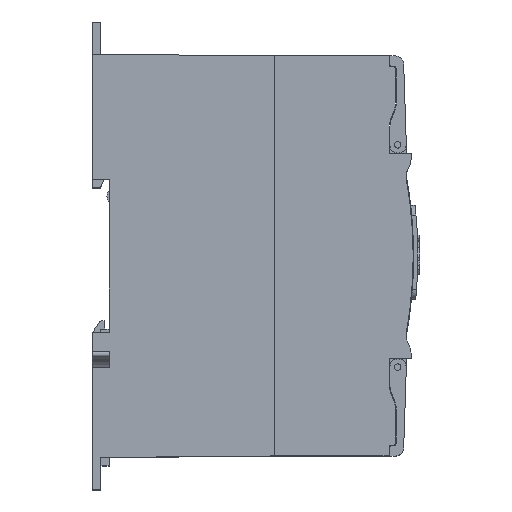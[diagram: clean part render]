
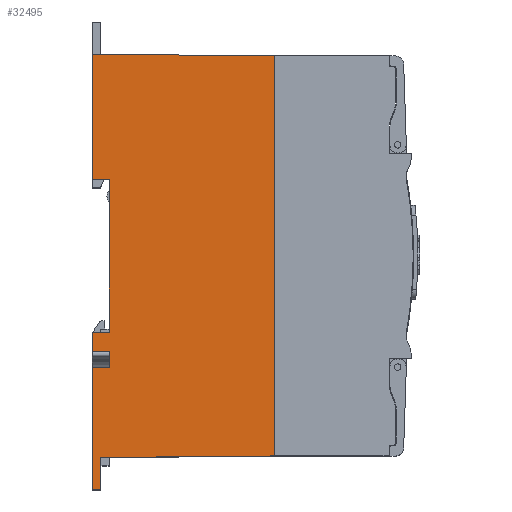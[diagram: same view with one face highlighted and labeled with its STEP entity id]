
A CAD part, top view. The second image highlights one B-rep face of the part: STEP entity #32495.
In plain terms, the highlighted face is planar.
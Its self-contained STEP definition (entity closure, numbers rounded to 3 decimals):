
#175 = VERTEX_POINT ( 'NONE', #30913 ) ;
#247 = CARTESIAN_POINT ( 'NONE',  ( 0., 65.34, -42.8 ) ) ;
#744 = ORIENTED_EDGE ( 'NONE', *, *, #3160, .T. ) ;
#849 = CARTESIAN_POINT ( 'NONE',  ( 0., -7.63, -40.9 ) ) ;
#1099 = VERTEX_POINT ( 'NONE', #10614 ) ;
#1102 = DIRECTION ( 'NONE',  ( 0., 1., 0. ) ) ;
#1280 = CARTESIAN_POINT ( 'NONE',  ( 0., 65.34, -42.8 ) ) ;
#1281 = ORIENTED_EDGE ( 'NONE', *, *, #3787, .F. ) ;
#1758 = VERTEX_POINT ( 'NONE', #21455 ) ;
#2110 = LINE ( 'NONE', #16311, #26339 ) ;
#2713 = LINE ( 'NONE', #30170, #34067 ) ;
#2866 = LINE ( 'NONE', #4476, #26133 ) ;
#3160 = EDGE_CURVE ( 'NONE', #37061, #23020, #2713, .T. ) ;
#3303 = CARTESIAN_POINT ( 'NONE',  ( 0., 0., -42.8 ) ) ;
#3787 = EDGE_CURVE ( 'NONE', #30970, #1758, #22556, .T. ) ;
#4257 = ORIENTED_EDGE ( 'NONE', *, *, #9149, .F. ) ;
#4452 = VECTOR ( 'NONE', #7862, 1000. ) ;
#4476 = CARTESIAN_POINT ( 'NONE',  ( 0., 0., -38.8 ) ) ;
#5341 = CARTESIAN_POINT ( 'NONE',  ( 0., 29.44, -42.8 ) ) ;
#5393 = LINE ( 'NONE', #29089, #4452 ) ;
#5431 = EDGE_CURVE ( 'NONE', #30970, #14942, #16238, .T. ) ;
#5858 = CARTESIAN_POINT ( 'NONE',  ( 0., 21.07, -42.8 ) ) ;
#6017 = LINE ( 'NONE', #1280, #13144 ) ;
#6354 = DIRECTION ( 'NONE',  ( 0., -1., 0. ) ) ;
#6558 = CARTESIAN_POINT ( 'NONE',  ( 0., 0., -38.8 ) ) ;
#7228 = CARTESIAN_POINT ( 'NONE',  ( 0., 29.44, -38.8 ) ) ;
#7233 = ORIENTED_EDGE ( 'NONE', *, *, #36189, .T. ) ;
#7261 = DIRECTION ( 'NONE',  ( 0., 0., 1. ) ) ;
#7454 = VERTEX_POINT ( 'NONE', #13092 ) ;
#7723 = CARTESIAN_POINT ( 'NONE',  ( 0., 94.75, -40.9 ) ) ;
#7862 = DIRECTION ( 'NONE',  ( 0., 0., -1. ) ) ;
#9149 = EDGE_CURVE ( 'NONE', #13630, #12611, #22113, .T. ) ;
#9295 = VERTEX_POINT ( 'NONE', #28826 ) ;
#9621 = LINE ( 'NONE', #11840, #25751 ) ;
#10140 = VERTEX_POINT ( 'NONE', #33159 ) ;
#10614 = CARTESIAN_POINT ( 'NONE',  ( 0., 24.97, -38.8 ) ) ;
#10792 = DIRECTION ( 'NONE',  ( 0., -0.009, 1. ) ) ;
#10855 = VECTOR ( 'NONE', #38559, 1000. ) ;
#11840 = CARTESIAN_POINT ( 'NONE',  ( 0., 0., 0. ) ) ;
#12216 = DIRECTION ( 'NONE',  ( -1., 0., 0. ) ) ;
#12611 = VERTEX_POINT ( 'NONE', #25568 ) ;
#12774 = VERTEX_POINT ( 'NONE', #5858 ) ;
#12918 = VECTOR ( 'NONE', #6354, 1000. ) ;
#13092 = CARTESIAN_POINT ( 'NONE',  ( 0., 21.07, -38.8 ) ) ;
#13144 = VECTOR ( 'NONE', #25586, 1000. ) ;
#13551 = ORIENTED_EDGE ( 'NONE', *, *, #38121, .F. ) ;
#13630 = VERTEX_POINT ( 'NONE', #7228 ) ;
#14501 = VECTOR ( 'NONE', #10792, 1000. ) ;
#14942 = VERTEX_POINT ( 'NONE', #247 ) ;
#14997 = VECTOR ( 'NONE', #18919, 1000. ) ;
#15047 = EDGE_LOOP ( 'NONE', ( #30030, #13551, #39009, #15998, #744, #21948, #27881, #25635, #1281, #37623, #32616, #4257, #22257, #7233 ) ) ;
#15274 = VECTOR ( 'NONE', #36990, 1000. ) ;
#15557 = CARTESIAN_POINT ( 'NONE',  ( 0., 0.357, 0. ) ) ;
#15998 = ORIENTED_EDGE ( 'NONE', *, *, #18860, .T. ) ;
#16238 = LINE ( 'NONE', #27830, #15274 ) ;
#16311 = CARTESIAN_POINT ( 'NONE',  ( 0., 21.07, -42.8 ) ) ;
#17183 = EDGE_CURVE ( 'NONE', #12611, #14942, #6017, .T. ) ;
#17383 = CARTESIAN_POINT ( 'NONE',  ( 0., -0.017, -42.8 ) ) ;
#18723 = CARTESIAN_POINT ( 'NONE',  ( 0., 94.767, -42.8 ) ) ;
#18860 = EDGE_CURVE ( 'NONE', #12774, #37061, #20988, .T. ) ;
#18919 = DIRECTION ( 'NONE',  ( 0., 1., 0. ) ) ;
#19736 = DIRECTION ( 'NONE',  ( 0., 1., 0. ) ) ;
#19926 = LINE ( 'NONE', #849, #27029 ) ;
#20895 = EDGE_CURVE ( 'NONE', #175, #13630, #26115, .T. ) ;
#20988 = LINE ( 'NONE', #3303, #12918 ) ;
#21455 = CARTESIAN_POINT ( 'NONE',  ( 0., 94.393, 0. ) ) ;
#21948 = ORIENTED_EDGE ( 'NONE', *, *, #29477, .T. ) ;
#22113 = LINE ( 'NONE', #6558, #14997 ) ;
#22257 = ORIENTED_EDGE ( 'NONE', *, *, #20895, .F. ) ;
#22556 = LINE ( 'NONE', #7723, #14501 ) ;
#22861 = FACE_OUTER_BOUND ( 'NONE', #15047, .T. ) ;
#23020 = VERTEX_POINT ( 'NONE', #37296 ) ;
#23636 = DIRECTION ( 'NONE',  ( 0., 0., 1. ) ) ;
#24364 = EDGE_CURVE ( 'NONE', #1099, #9295, #5393, .T. ) ;
#25568 = CARTESIAN_POINT ( 'NONE',  ( 0., 65.34, -38.8 ) ) ;
#25586 = DIRECTION ( 'NONE',  ( 0., 0., -1. ) ) ;
#25635 = ORIENTED_EDGE ( 'NONE', *, *, #37168, .F. ) ;
#25751 = VECTOR ( 'NONE', #26829, 1000. ) ;
#26115 = LINE ( 'NONE', #5341, #33254 ) ;
#26133 = VECTOR ( 'NONE', #19736, 1000. ) ;
#26339 = VECTOR ( 'NONE', #7261, 1000. ) ;
#26829 = DIRECTION ( 'NONE',  ( 0., -1., 0. ) ) ;
#27029 = VECTOR ( 'NONE', #1102, 1000. ) ;
#27053 = LINE ( 'NONE', #27566, #33248 ) ;
#27112 = DIRECTION ( 'NONE',  ( 0., 0., 1. ) ) ;
#27566 = CARTESIAN_POINT ( 'NONE',  ( 0., 0., -42.8 ) ) ;
#27670 = EDGE_CURVE ( 'NONE', #10140, #29788, #34117, .T. ) ;
#27830 = CARTESIAN_POINT ( 'NONE',  ( 0., 0., -42.8 ) ) ;
#27881 = ORIENTED_EDGE ( 'NONE', *, *, #27670, .T. ) ;
#28794 = EDGE_CURVE ( 'NONE', #12774, #7454, #2110, .T. ) ;
#28826 = CARTESIAN_POINT ( 'NONE',  ( 0., 24.97, -42.8 ) ) ;
#29089 = CARTESIAN_POINT ( 'NONE',  ( 0., 24.97, -42.8 ) ) ;
#29349 = CARTESIAN_POINT ( 'NONE',  ( 0., -7.63, -42.8 ) ) ;
#29477 = EDGE_CURVE ( 'NONE', #23020, #10140, #19926, .T. ) ;
#29788 = VERTEX_POINT ( 'NONE', #15557 ) ;
#30030 = ORIENTED_EDGE ( 'NONE', *, *, #24364, .F. ) ;
#30170 = CARTESIAN_POINT ( 'NONE',  ( 0., -7.63, -42.8 ) ) ;
#30520 = CARTESIAN_POINT ( 'NONE',  ( 0., 0., -42.8 ) ) ;
#30631 = DIRECTION ( 'NONE',  ( 0., -1., 0. ) ) ;
#30913 = CARTESIAN_POINT ( 'NONE',  ( 0., 29.44, -42.8 ) ) ;
#30970 = VERTEX_POINT ( 'NONE', #18723 ) ;
#32495 = ADVANCED_FACE ( 'NONE', ( #22861 ), #33584, .T. ) ;
#32616 = ORIENTED_EDGE ( 'NONE', *, *, #17183, .F. ) ;
#33159 = CARTESIAN_POINT ( 'NONE',  ( 0., 0., -40.9 ) ) ;
#33248 = VECTOR ( 'NONE', #30631, 1000. ) ;
#33254 = VECTOR ( 'NONE', #23636, 1000. ) ;
#33584 = PLANE ( 'NONE',  #35615 ) ;
#34067 = VECTOR ( 'NONE', #27112, 1000. ) ;
#34117 = LINE ( 'NONE', #17383, #10855 ) ;
#35615 = AXIS2_PLACEMENT_3D ( 'NONE', #30520, #12216, #36609 ) ;
#36189 = EDGE_CURVE ( 'NONE', #175, #9295, #27053, .T. ) ;
#36609 = DIRECTION ( 'NONE',  ( 0., 0., 1. ) ) ;
#36990 = DIRECTION ( 'NONE',  ( 0., -1., 0. ) ) ;
#37061 = VERTEX_POINT ( 'NONE', #29349 ) ;
#37168 = EDGE_CURVE ( 'NONE', #1758, #29788, #9621, .T. ) ;
#37296 = CARTESIAN_POINT ( 'NONE',  ( 0., -7.63, -40.9 ) ) ;
#37623 = ORIENTED_EDGE ( 'NONE', *, *, #5431, .T. ) ;
#38121 = EDGE_CURVE ( 'NONE', #7454, #1099, #2866, .T. ) ;
#38559 = DIRECTION ( 'NONE',  ( 0., 0.009, 1. ) ) ;
#39009 = ORIENTED_EDGE ( 'NONE', *, *, #28794, .F. ) ;
